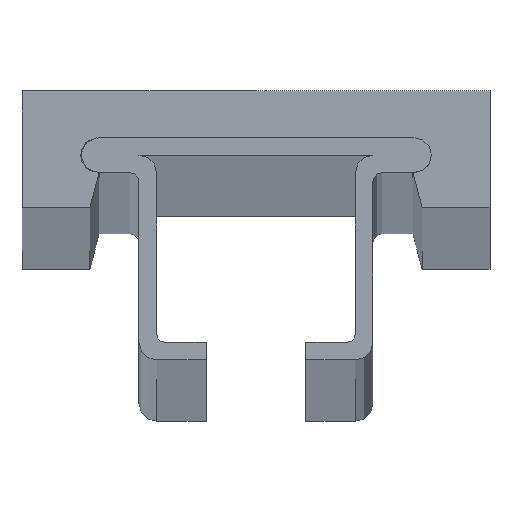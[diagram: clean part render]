
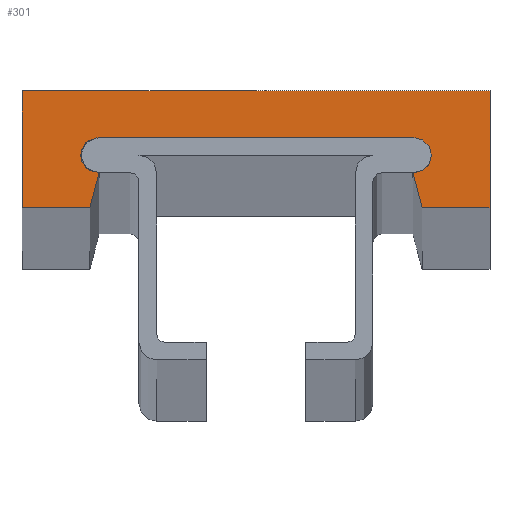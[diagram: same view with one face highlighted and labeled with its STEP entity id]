
A CAD part, top view. The second image highlights one B-rep face of the part: STEP entity #301.
In plain terms, the highlighted planar face has unit normal (0, 0, 1).
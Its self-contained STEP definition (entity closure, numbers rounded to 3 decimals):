
#5 = CARTESIAN_POINT ( 'NONE',  ( 13.5, -5.5, 0. ) ) ;
#18 = ORIENTED_EDGE ( 'NONE', *, *, #580, .T. ) ;
#25 = VECTOR ( 'NONE', #767, 1000. ) ;
#37 = VERTEX_POINT ( 'NONE', #1415 ) ;
#45 = LINE ( 'NONE', #541, #25 ) ;
#54 = EDGE_CURVE ( 'NONE', #1107, #1310, #562, .T. ) ;
#84 = EDGE_CURVE ( 'NONE', #501, #1417, #222, .T. ) ;
#126 = ORIENTED_EDGE ( 'NONE', *, *, #54, .T. ) ;
#165 = EDGE_CURVE ( 'NONE', #360, #1107, #640, .T. ) ;
#172 = DIRECTION ( 'NONE',  ( 0.259, -0.966, 0. ) ) ;
#208 = DIRECTION ( 'NONE',  ( 1., 0., 0. ) ) ;
#222 = LINE ( 'NONE', #1076, #1036 ) ;
#257 = VECTOR ( 'NONE', #208, 1000. ) ;
#267 = CARTESIAN_POINT ( 'NONE',  ( -13.5, -4., 0. ) ) ;
#301 = ADVANCED_FACE ( 'NONE', ( #1525 ), #1519, .F. ) ;
#302 = DIRECTION ( 'NONE',  ( 0., 0., -1. ) ) ;
#311 = EDGE_CURVE ( 'NONE', #1417, #1030, #359, .T. ) ;
#315 = DIRECTION ( 'NONE',  ( 0., 0., -1. ) ) ;
#322 = CARTESIAN_POINT ( 'NONE',  ( 20., 0., 0. ) ) ;
#326 = CARTESIAN_POINT ( 'NONE',  ( -13.5, -4., 0. ) ) ;
#357 = VECTOR ( 'NONE', #172, 1000. ) ;
#359 = CIRCLE ( 'NONE', #845, 1.5 ) ;
#360 = VERTEX_POINT ( 'NONE', #843 ) ;
#361 = EDGE_LOOP ( 'NONE', ( #1095, #770, #517, #820, #1514, #1278, #1499, #126, #18, #865, #717 ) ) ;
#364 = LINE ( 'NONE', #498, #1136 ) ;
#379 = EDGE_CURVE ( 'NONE', #1477, #1472, #1083, .T. ) ;
#397 = DIRECTION ( 'NONE',  ( 1., 0., 0. ) ) ;
#428 = EDGE_CURVE ( 'NONE', #1030, #37, #1474, .T. ) ;
#439 = CARTESIAN_POINT ( 'NONE',  ( -13.5, -5.5, 0. ) ) ;
#470 = CARTESIAN_POINT ( 'NONE',  ( 13.5, -5.5, 0. ) ) ;
#498 = CARTESIAN_POINT ( 'NONE',  ( 20., -10., 0. ) ) ;
#501 = VERTEX_POINT ( 'NONE', #1229 ) ;
#517 = ORIENTED_EDGE ( 'NONE', *, *, #84, .T. ) ;
#522 = EDGE_CURVE ( 'NONE', #1171, #863, #605, .T. ) ;
#538 = DIRECTION ( 'NONE',  ( -1., 0., 0. ) ) ;
#541 = CARTESIAN_POINT ( 'NONE',  ( -20., 0., 0. ) ) ;
#562 = LINE ( 'NONE', #1072, #357 ) ;
#580 = EDGE_CURVE ( 'NONE', #1310, #1477, #364, .T. ) ;
#596 = CIRCLE ( 'NONE', #1138, 1.5 ) ;
#605 = LINE ( 'NONE', #852, #898 ) ;
#635 = DIRECTION ( 'NONE',  ( 0., -1., 0. ) ) ;
#637 = DIRECTION ( 'NONE',  ( 0., 0., -1. ) ) ;
#640 = CIRCLE ( 'NONE', #979, 1.5 ) ;
#671 = DIRECTION ( 'NONE',  ( 0., 0., -1. ) ) ;
#680 = CARTESIAN_POINT ( 'NONE',  ( -13.5, -5.5, 0. ) ) ;
#690 = CARTESIAN_POINT ( 'NONE',  ( 20., 0., 0. ) ) ;
#717 = ORIENTED_EDGE ( 'NONE', *, *, #964, .T. ) ;
#748 = EDGE_CURVE ( 'NONE', #863, #501, #1074, .T. ) ;
#767 = DIRECTION ( 'NONE',  ( -1., 0., 0. ) ) ;
#770 = ORIENTED_EDGE ( 'NONE', *, *, #748, .T. ) ;
#820 = ORIENTED_EDGE ( 'NONE', *, *, #311, .T. ) ;
#823 = EDGE_CURVE ( 'NONE', #37, #360, #596, .T. ) ;
#843 = CARTESIAN_POINT ( 'NONE',  ( 15., -5.5, 0. ) ) ;
#845 = AXIS2_PLACEMENT_3D ( 'NONE', #680, #302, #933 ) ;
#852 = CARTESIAN_POINT ( 'NONE',  ( -20., 0., 0. ) ) ;
#863 = VERTEX_POINT ( 'NONE', #963 ) ;
#865 = ORIENTED_EDGE ( 'NONE', *, *, #379, .T. ) ;
#898 = VECTOR ( 'NONE', #635, 1000. ) ;
#928 = AXIS2_PLACEMENT_3D ( 'NONE', #439, #671, #538 ) ;
#933 = DIRECTION ( 'NONE',  ( -1., 0., 0. ) ) ;
#963 = CARTESIAN_POINT ( 'NONE',  ( -20., -10., 0. ) ) ;
#964 = EDGE_CURVE ( 'NONE', #1472, #1171, #45, .T. ) ;
#979 = AXIS2_PLACEMENT_3D ( 'NONE', #5, #637, #1383 ) ;
#996 = DIRECTION ( 'NONE',  ( 1., 0., 0. ) ) ;
#1008 = DIRECTION ( 'NONE',  ( 1., 0., 0. ) ) ;
#1013 = VECTOR ( 'NONE', #1558, 1000. ) ;
#1027 = CARTESIAN_POINT ( 'NONE',  ( -13.4, -6.997, 0. ) ) ;
#1030 = VERTEX_POINT ( 'NONE', #326 ) ;
#1036 = VECTOR ( 'NONE', #1085, 1000. ) ;
#1054 = CARTESIAN_POINT ( 'NONE',  ( -20., 0., 0. ) ) ;
#1072 = CARTESIAN_POINT ( 'NONE',  ( 14.205, -10., 0. ) ) ;
#1074 = LINE ( 'NONE', #1223, #257 ) ;
#1076 = CARTESIAN_POINT ( 'NONE',  ( -14.205, -10., 0. ) ) ;
#1081 = CARTESIAN_POINT ( 'NONE',  ( 13.4, -6.997, 0. ) ) ;
#1083 = LINE ( 'NONE', #690, #1013 ) ;
#1085 = DIRECTION ( 'NONE',  ( 0.259, 0.966, 0. ) ) ;
#1095 = ORIENTED_EDGE ( 'NONE', *, *, #522, .T. ) ;
#1107 = VERTEX_POINT ( 'NONE', #1081 ) ;
#1135 = CARTESIAN_POINT ( 'NONE',  ( 14.205, -10., 0. ) ) ;
#1136 = VECTOR ( 'NONE', #1008, 1000. ) ;
#1138 = AXIS2_PLACEMENT_3D ( 'NONE', #470, #315, #996 ) ;
#1171 = VERTEX_POINT ( 'NONE', #1054 ) ;
#1223 = CARTESIAN_POINT ( 'NONE',  ( -20., -10., 0. ) ) ;
#1229 = CARTESIAN_POINT ( 'NONE',  ( -14.205, -10., 0. ) ) ;
#1231 = VECTOR ( 'NONE', #397, 1000. ) ;
#1278 = ORIENTED_EDGE ( 'NONE', *, *, #823, .T. ) ;
#1310 = VERTEX_POINT ( 'NONE', #1135 ) ;
#1383 = DIRECTION ( 'NONE',  ( 1., 0., 0. ) ) ;
#1415 = CARTESIAN_POINT ( 'NONE',  ( 13.5, -4., 0. ) ) ;
#1417 = VERTEX_POINT ( 'NONE', #1027 ) ;
#1472 = VERTEX_POINT ( 'NONE', #322 ) ;
#1474 = LINE ( 'NONE', #267, #1231 ) ;
#1477 = VERTEX_POINT ( 'NONE', #1531 ) ;
#1499 = ORIENTED_EDGE ( 'NONE', *, *, #165, .T. ) ;
#1514 = ORIENTED_EDGE ( 'NONE', *, *, #428, .T. ) ;
#1519 = PLANE ( 'NONE',  #928 ) ;
#1525 = FACE_OUTER_BOUND ( 'NONE', #361, .T. ) ;
#1531 = CARTESIAN_POINT ( 'NONE',  ( 20., -10., 0. ) ) ;
#1558 = DIRECTION ( 'NONE',  ( 0., 1., 0. ) ) ;
